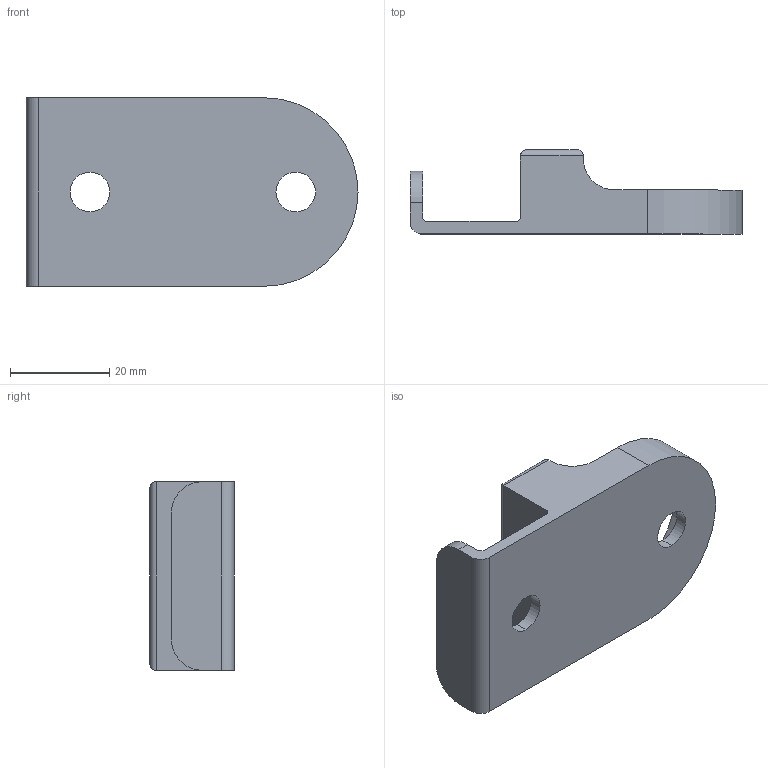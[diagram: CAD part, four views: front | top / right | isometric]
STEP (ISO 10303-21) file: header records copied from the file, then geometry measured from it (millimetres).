
FILE_DESCRIPTION (( 'STEP AP214' ), '1' );
FILE_NAME ('MeshtasticNode_Panel_Box_Bracket.STEP', '2024-07-07T12:30:46', ( '' ), ( '' ), 'SwSTEP 2.0', 'SolidWorks 2024', '' );
FILE_SCHEMA (( 'AUTOMOTIVE_DESIGN' ));
Length unit declared in the file: millimetre
Products named in the file (1): MeshtasticNode_Panel_Box_Bracket
Bounding box: 67.04 x 17.02 x 38.1 mm (x, y, z)
Volume: 17376.5 mm3; surface area: 8037.6 mm2
Topology: 1 solids, 1 shells, 35 faces, 88 edges, 56 vertices
Faces by surface type: cylinder 17, plane 17, torus 1
Entity records: 1072 total; most frequent: CARTESIAN_POINT 198, DIRECTION 177, ORIENTED_EDGE 176, EDGE_CURVE 88, AXIS2_PLACEMENT_3D 59, VECTOR 59, LINE 59, VERTEX_POINT 56
